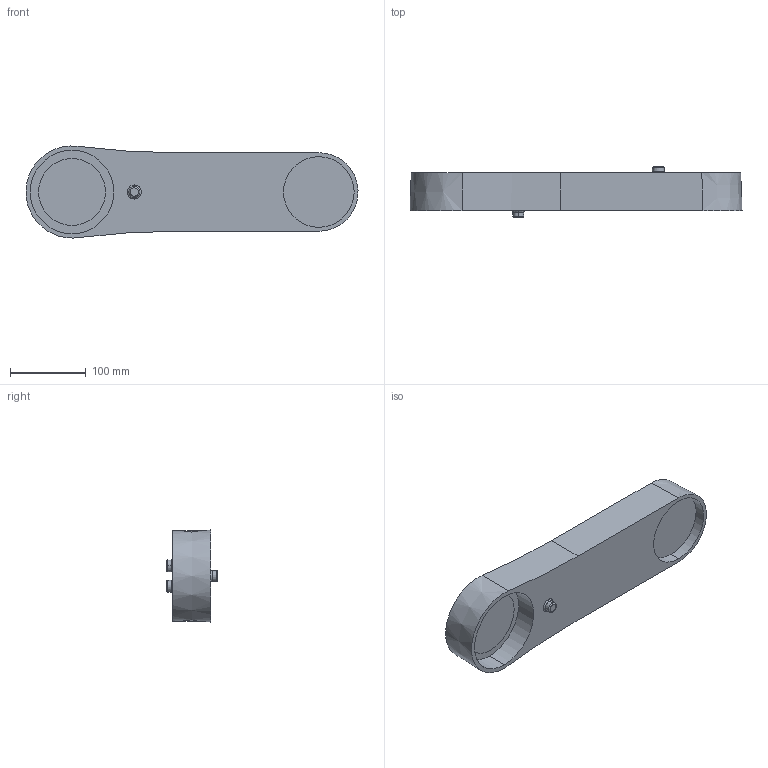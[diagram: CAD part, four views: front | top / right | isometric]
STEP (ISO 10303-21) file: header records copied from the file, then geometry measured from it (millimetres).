
FILE_DESCRIPTION (( 'STEP AP203' ), '1' );
FILE_NAME ('_T6_602S_ARM1_1_2_Default_sldprt.STEP', '2021-05-15T08:07:04', ( '' ), ( '' ), 'SwSTEP 2.0', 'SolidWorks 2019', '' );
FILE_SCHEMA (( 'CONFIG_CONTROL_DESIGN' ));
Length unit declared in the file: foot
Products named in the file (1): _T6_602S_ARM1_1_2_Default_sldprt
Bounding box: 437.17 x 67 x 121.18 mm (x, y, z)
Volume: 1679757.4 mm3; surface area: 163367.8 mm2
Topology: 1 solids, 1 shells, 52 faces, 114 edges, 70 vertices
Faces by surface type: bspline 16, cylinder 14, plane 12, cone 10
Entity records: 2136 total; most frequent: CARTESIAN_POINT 988, ORIENTED_EDGE 220, DIRECTION 220, EDGE_CURVE 110, AXIS2_PLACEMENT_3D 93, VERTEX_POINT 70, EDGE_LOOP 62, CIRCLE 56
